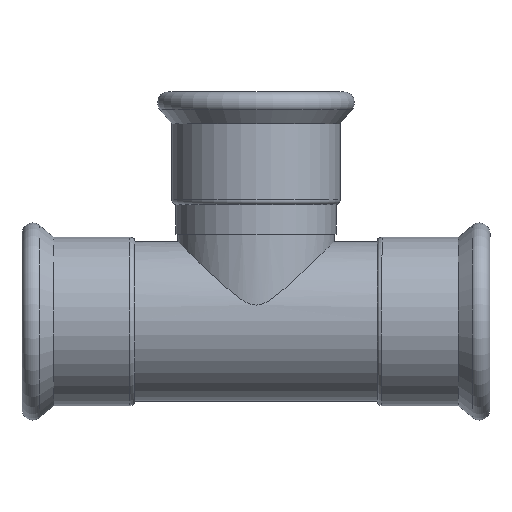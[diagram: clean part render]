
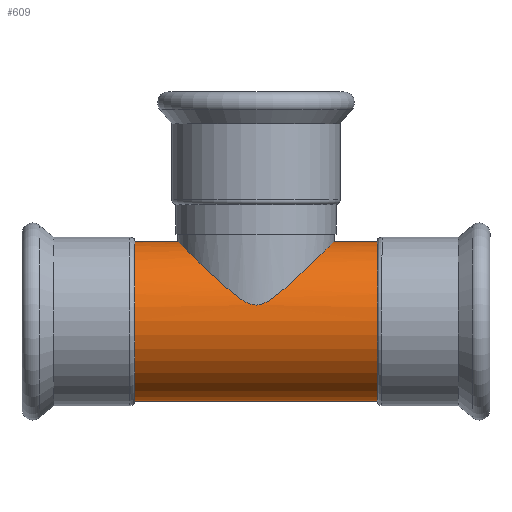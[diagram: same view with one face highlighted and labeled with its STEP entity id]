
A CAD part, front view. The second image highlights one B-rep face of the part: STEP entity #609.
In plain terms, the highlighted cylindrical face has radius 44.45 mm (diameter 88.9 mm), a full revolution.
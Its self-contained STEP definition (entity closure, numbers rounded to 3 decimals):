
#123=FACE_BOUND($,#216,.T.);
#124=FACE_BOUND($,#217,.T.);
#125=FACE_BOUND($,#218,.T.);
#170=B_SPLINE_CURVE_WITH_KNOTS($,3,(#1078,#1079,#1080,#1081,#1082,#1083,
#1084,#1085,#1086,#1087,#1088,#1089,#1090,#1091,#1092,#1093,#1094,#1095,
#1096,#1097,#1098,#1099,#1100,#1101,#1102,#1103,#1104,#1105,#1106,#1107,
#1108,#1109,#1110,#1111,#1112,#1113,#1114,#1115,#1116,#1117,#1118,#1119,
#1120,#1121,#1122,#1123,#1124,#1125,#1126,#1127,#1128,#1129,#1130,#1131,
#1132,#1133,#1134,#1135,#1136,#1137,#1138,#1139,#1140,#1141,#1142,#1143,
#1144,#1145,#1146,#1147,#1148,#1149,#1150,#1151,#1152,#1153,#1154,#1155,
#1156,#1157,#1158,#1159,#1160,#1161,#1162,#1163,#1164,#1165,#1166,#1167),
 .UNSPECIFIED.,.T.,.F.,(4,2,2,2,2,2,2,2,2,2,2,2,2,2,2,2,2,2,2,2,2,2,2,2,
2,2,2,2,2,2,2,2,2,2,2,2,2,2,2,2,2,2,2,2,4),(0.,0.271,0.542,
1.083,1.625,2.167,3.25,4.333,
5.229,6.124,7.019,7.915,8.81,
9.705,10.601,11.496,12.58,13.663,
14.205,14.746,15.288,15.559,15.83,
16.1,16.371,16.913,17.455,17.996,
19.08,20.163,21.058,21.954,22.849,
23.744,24.64,25.535,26.43,27.326,
28.409,29.493,30.034,30.576,31.118,
31.388,31.659),.UNSPECIFIED.);
#216=EDGE_LOOP($,(#469));
#217=EDGE_LOOP($,(#470));
#218=EDGE_LOOP($,(#471));
#305=CIRCLE($,#666,44.45);
#306=CIRCLE($,#667,44.45);
#351=VERTEX_POINT($,#1077);
#352=VERTEX_POINT($,#1168);
#353=VERTEX_POINT($,#1170);
#406=EDGE_CURVE($,#351,#351,#170,.T.);
#407=EDGE_CURVE($,#352,#352,#305,.T.);
#408=EDGE_CURVE($,#353,#353,#306,.T.);
#469=ORIENTED_EDGE($,*,*,#406,.T.);
#470=ORIENTED_EDGE($,*,*,#407,.F.);
#471=ORIENTED_EDGE($,*,*,#408,.T.);
#594=CYLINDRICAL_SURFACE($,#665,44.45);
#609=ADVANCED_FACE($,(#123,#124,#125),#594,.T.);
#665=AXIS2_PLACEMENT_3D($,#1076,#769,#770);
#666=AXIS2_PLACEMENT_3D($,#1169,#771,#772);
#667=AXIS2_PLACEMENT_3D($,#1171,#773,#774);
#769=DIRECTION('center_axis',(1.,0.,0.));
#770=DIRECTION('ref_axis',(0.,1.,0.));
#771=DIRECTION('center_axis',(1.,0.,0.));
#772=DIRECTION('ref_axis',(0.,1.,0.));
#773=DIRECTION('center_axis',(1.,0.,0.));
#774=DIRECTION('ref_axis',(0.,1.,0.));
#1076=CARTESIAN_POINT('Origin',(0.,0.,0.));
#1077=CARTESIAN_POINT('',(0.,43.5,9.141));
#1078=CARTESIAN_POINT('Ctrl Pts',(0.,43.5,9.141));
#1079=CARTESIAN_POINT('Ctrl Pts',(0.903,43.5,9.141));
#1080=CARTESIAN_POINT('Ctrl Pts',(1.727,43.473,9.272));
#1081=CARTESIAN_POINT('Ctrl Pts',(3.279,43.383,9.682));
#1082=CARTESIAN_POINT('Ctrl Pts',(4.007,43.321,9.961));
#1083=CARTESIAN_POINT('Ctrl Pts',(6.12,43.091,10.929));
#1084=CARTESIAN_POINT('Ctrl Pts',(7.431,42.881,11.742));
#1085=CARTESIAN_POINT('Ctrl Pts',(10.034,42.348,13.541));
#1086=CARTESIAN_POINT('Ctrl Pts',(11.312,42.025,14.524));
#1087=CARTESIAN_POINT('Ctrl Pts',(13.862,41.254,16.588));
#1088=CARTESIAN_POINT('Ctrl Pts',(15.134,40.806,17.669));
#1089=CARTESIAN_POINT('Ctrl Pts',(18.958,39.248,21.01));
#1090=CARTESIAN_POINT('Ctrl Pts',(21.486,37.934,23.334));
#1091=CARTESIAN_POINT('Ctrl Pts',(26.331,34.747,27.859));
#1092=CARTESIAN_POINT('Ctrl Pts',(28.645,32.873,30.062));
#1093=CARTESIAN_POINT('Ctrl Pts',(32.506,29.012,33.763));
#1094=CARTESIAN_POINT('Ctrl Pts',(34.216,27.,35.414));
#1095=CARTESIAN_POINT('Ctrl Pts',(37.328,22.502,38.429));
#1096=CARTESIAN_POINT('Ctrl Pts',(38.73,20.016,39.793));
#1097=CARTESIAN_POINT('Ctrl Pts',(41.045,14.695,42.05));
#1098=CARTESIAN_POINT('Ctrl Pts',(41.961,11.853,42.945));
#1099=CARTESIAN_POINT('Ctrl Pts',(43.188,5.998,44.145));
#1100=CARTESIAN_POINT('Ctrl Pts',(43.5,2.984,44.45));
#1101=CARTESIAN_POINT('Ctrl Pts',(43.5,-2.984,44.45));
#1102=CARTESIAN_POINT('Ctrl Pts',(43.188,-5.998,44.145));
#1103=CARTESIAN_POINT('Ctrl Pts',(41.961,-11.853,42.945));
#1104=CARTESIAN_POINT('Ctrl Pts',(41.045,-14.695,42.05));
#1105=CARTESIAN_POINT('Ctrl Pts',(38.73,-20.016,39.793));
#1106=CARTESIAN_POINT('Ctrl Pts',(37.328,-22.502,38.429));
#1107=CARTESIAN_POINT('Ctrl Pts',(34.216,-27.,35.414));
#1108=CARTESIAN_POINT('Ctrl Pts',(32.506,-29.012,33.763));
#1109=CARTESIAN_POINT('Ctrl Pts',(28.645,-32.873,30.062));
#1110=CARTESIAN_POINT('Ctrl Pts',(26.331,-34.747,27.859));
#1111=CARTESIAN_POINT('Ctrl Pts',(21.486,-37.934,23.334));
#1112=CARTESIAN_POINT('Ctrl Pts',(18.958,-39.248,21.01));
#1113=CARTESIAN_POINT('Ctrl Pts',(15.134,-40.806,17.669));
#1114=CARTESIAN_POINT('Ctrl Pts',(13.862,-41.254,16.588));
#1115=CARTESIAN_POINT('Ctrl Pts',(11.312,-42.025,14.524));
#1116=CARTESIAN_POINT('Ctrl Pts',(10.034,-42.348,13.541));
#1117=CARTESIAN_POINT('Ctrl Pts',(7.431,-42.881,11.742));
#1118=CARTESIAN_POINT('Ctrl Pts',(6.12,-43.091,10.929));
#1119=CARTESIAN_POINT('Ctrl Pts',(4.007,-43.321,9.961));
#1120=CARTESIAN_POINT('Ctrl Pts',(3.279,-43.383,9.682));
#1121=CARTESIAN_POINT('Ctrl Pts',(1.727,-43.473,9.272));
#1122=CARTESIAN_POINT('Ctrl Pts',(0.903,-43.5,9.141));
#1123=CARTESIAN_POINT('Ctrl Pts',(-0.903,-43.5,9.141));
#1124=CARTESIAN_POINT('Ctrl Pts',(-1.727,-43.473,9.272));
#1125=CARTESIAN_POINT('Ctrl Pts',(-3.279,-43.383,9.682));
#1126=CARTESIAN_POINT('Ctrl Pts',(-4.007,-43.321,9.961));
#1127=CARTESIAN_POINT('Ctrl Pts',(-6.12,-43.091,10.929));
#1128=CARTESIAN_POINT('Ctrl Pts',(-7.431,-42.881,11.742));
#1129=CARTESIAN_POINT('Ctrl Pts',(-10.034,-42.348,13.541));
#1130=CARTESIAN_POINT('Ctrl Pts',(-11.312,-42.025,14.524));
#1131=CARTESIAN_POINT('Ctrl Pts',(-13.862,-41.254,16.588));
#1132=CARTESIAN_POINT('Ctrl Pts',(-15.134,-40.806,17.669));
#1133=CARTESIAN_POINT('Ctrl Pts',(-18.958,-39.248,21.01));
#1134=CARTESIAN_POINT('Ctrl Pts',(-21.486,-37.934,23.334));
#1135=CARTESIAN_POINT('Ctrl Pts',(-26.331,-34.747,27.859));
#1136=CARTESIAN_POINT('Ctrl Pts',(-28.645,-32.873,30.062));
#1137=CARTESIAN_POINT('Ctrl Pts',(-32.506,-29.012,33.763));
#1138=CARTESIAN_POINT('Ctrl Pts',(-34.216,-27.,35.414));
#1139=CARTESIAN_POINT('Ctrl Pts',(-37.328,-22.502,38.429));
#1140=CARTESIAN_POINT('Ctrl Pts',(-38.73,-20.016,39.793));
#1141=CARTESIAN_POINT('Ctrl Pts',(-41.045,-14.695,42.05));
#1142=CARTESIAN_POINT('Ctrl Pts',(-41.961,-11.853,42.945));
#1143=CARTESIAN_POINT('Ctrl Pts',(-43.188,-5.998,44.145));
#1144=CARTESIAN_POINT('Ctrl Pts',(-43.5,-2.984,44.45));
#1145=CARTESIAN_POINT('Ctrl Pts',(-43.5,2.984,44.45));
#1146=CARTESIAN_POINT('Ctrl Pts',(-43.188,5.998,44.145));
#1147=CARTESIAN_POINT('Ctrl Pts',(-41.961,11.853,42.945));
#1148=CARTESIAN_POINT('Ctrl Pts',(-41.045,14.695,42.05));
#1149=CARTESIAN_POINT('Ctrl Pts',(-38.73,20.016,39.793));
#1150=CARTESIAN_POINT('Ctrl Pts',(-37.328,22.502,38.429));
#1151=CARTESIAN_POINT('Ctrl Pts',(-34.216,27.,35.414));
#1152=CARTESIAN_POINT('Ctrl Pts',(-32.506,29.012,33.763));
#1153=CARTESIAN_POINT('Ctrl Pts',(-28.645,32.873,30.062));
#1154=CARTESIAN_POINT('Ctrl Pts',(-26.331,34.747,27.859));
#1155=CARTESIAN_POINT('Ctrl Pts',(-21.486,37.934,23.334));
#1156=CARTESIAN_POINT('Ctrl Pts',(-18.958,39.248,21.01));
#1157=CARTESIAN_POINT('Ctrl Pts',(-15.134,40.806,17.669));
#1158=CARTESIAN_POINT('Ctrl Pts',(-13.862,41.254,16.588));
#1159=CARTESIAN_POINT('Ctrl Pts',(-11.312,42.025,14.524));
#1160=CARTESIAN_POINT('Ctrl Pts',(-10.034,42.348,13.541));
#1161=CARTESIAN_POINT('Ctrl Pts',(-7.431,42.881,11.742));
#1162=CARTESIAN_POINT('Ctrl Pts',(-6.12,43.091,10.929));
#1163=CARTESIAN_POINT('Ctrl Pts',(-4.007,43.321,9.961));
#1164=CARTESIAN_POINT('Ctrl Pts',(-3.279,43.383,9.682));
#1165=CARTESIAN_POINT('Ctrl Pts',(-1.727,43.473,9.272));
#1166=CARTESIAN_POINT('Ctrl Pts',(-0.903,43.5,9.141));
#1167=CARTESIAN_POINT('Ctrl Pts',(0.,43.5,9.141));
#1168=CARTESIAN_POINT('',(70.,44.45,0.));
#1169=CARTESIAN_POINT('Origin',(70.,0.,0.));
#1170=CARTESIAN_POINT('',(-70.,44.45,0.));
#1171=CARTESIAN_POINT('Origin',(-70.,0.,0.));
